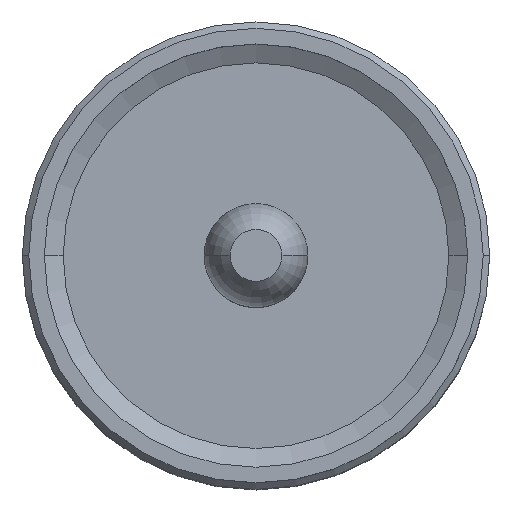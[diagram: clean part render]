
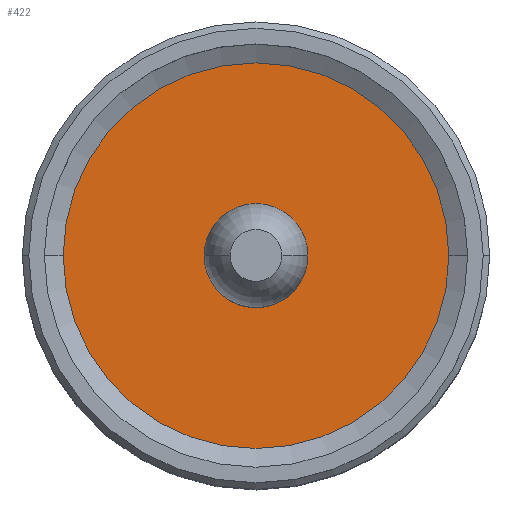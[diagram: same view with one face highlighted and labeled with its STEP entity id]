
A CAD part, top view. The second image highlights one B-rep face of the part: STEP entity #422.
In plain terms, the highlighted planar face has unit normal (0, 0, 1).
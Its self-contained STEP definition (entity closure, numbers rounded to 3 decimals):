
#54 = CARTESIAN_POINT ( 'NONE',  ( 0., 0., 4.681 ) ) ;
#92 = FACE_OUTER_BOUND ( 'NONE', #660, .T. ) ;
#137 = FACE_BOUND ( 'NONE', #1745, .T. ) ;
#144 = ORIENTED_EDGE ( 'NONE', *, *, #1462, .F. ) ;
#195 = CIRCLE ( 'NONE', #412, 7.425 ) ;
#203 = DIRECTION ( 'NONE',  ( -1., 0., 0. ) ) ;
#310 = AXIS2_PLACEMENT_3D ( 'NONE', #54, #1189, #366 ) ;
#328 = CARTESIAN_POINT ( 'NONE',  ( 2., 0., 4.681 ) ) ;
#343 = VERTEX_POINT ( 'NONE', #1052 ) ;
#366 = DIRECTION ( 'NONE',  ( -1., 0., 0. ) ) ;
#412 = AXIS2_PLACEMENT_3D ( 'NONE', #1490, #671, #819 ) ;
#422 = ADVANCED_FACE ( 'NONE', ( #137, #92 ), #669, .F. ) ;
#466 = CARTESIAN_POINT ( 'NONE',  ( 0., 0., 4.681 ) ) ;
#506 = ORIENTED_EDGE ( 'NONE', *, *, #748, .F. ) ;
#524 = CARTESIAN_POINT ( 'NONE',  ( -2., 0., 4.681 ) ) ;
#535 = VERTEX_POINT ( 'NONE', #524 ) ;
#600 = DIRECTION ( 'NONE',  ( 0., 0., 1. ) ) ;
#660 = EDGE_LOOP ( 'NONE', ( #1298, #506 ) ) ;
#669 = PLANE ( 'NONE',  #1761 ) ;
#671 = DIRECTION ( 'NONE',  ( 0., 0., -1. ) ) ;
#714 = DIRECTION ( 'NONE',  ( -1., 0., 0. ) ) ;
#727 = VERTEX_POINT ( 'NONE', #328 ) ;
#748 = EDGE_CURVE ( 'NONE', #343, #954, #1740, .T. ) ;
#819 = DIRECTION ( 'NONE',  ( -1., 0., 0. ) ) ;
#928 = AXIS2_PLACEMENT_3D ( 'NONE', #1495, #1621, #203 ) ;
#954 = VERTEX_POINT ( 'NONE', #1612 ) ;
#974 = CARTESIAN_POINT ( 'NONE',  ( 0., 0., 4.681 ) ) ;
#1029 = CIRCLE ( 'NONE', #1115, 2. ) ;
#1052 = CARTESIAN_POINT ( 'NONE',  ( 7.425, 0., 4.681 ) ) ;
#1115 = AXIS2_PLACEMENT_3D ( 'NONE', #466, #600, #714 ) ;
#1137 = CIRCLE ( 'NONE', #310, 2. ) ;
#1189 = DIRECTION ( 'NONE',  ( 0., 0., 1. ) ) ;
#1298 = ORIENTED_EDGE ( 'NONE', *, *, #1821, .F. ) ;
#1372 = DIRECTION ( 'NONE',  ( -1., 0., 0. ) ) ;
#1390 = DIRECTION ( 'NONE',  ( 0., 0., -1. ) ) ;
#1462 = EDGE_CURVE ( 'NONE', #727, #535, #1029, .T. ) ;
#1490 = CARTESIAN_POINT ( 'NONE',  ( 0., 0., 4.681 ) ) ;
#1495 = CARTESIAN_POINT ( 'NONE',  ( 0., 0., 4.681 ) ) ;
#1612 = CARTESIAN_POINT ( 'NONE',  ( -7.425, 0., 4.681 ) ) ;
#1621 = DIRECTION ( 'NONE',  ( 0., 0., -1. ) ) ;
#1739 = EDGE_CURVE ( 'NONE', #535, #727, #1137, .T. ) ;
#1740 = CIRCLE ( 'NONE', #928, 7.425 ) ;
#1745 = EDGE_LOOP ( 'NONE', ( #144, #1817 ) ) ;
#1761 = AXIS2_PLACEMENT_3D ( 'NONE', #974, #1390, #1372 ) ;
#1817 = ORIENTED_EDGE ( 'NONE', *, *, #1739, .F. ) ;
#1821 = EDGE_CURVE ( 'NONE', #954, #343, #195, .T. ) ;
